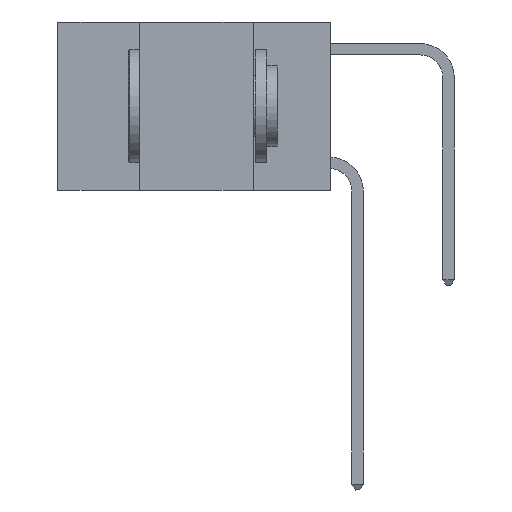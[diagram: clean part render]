
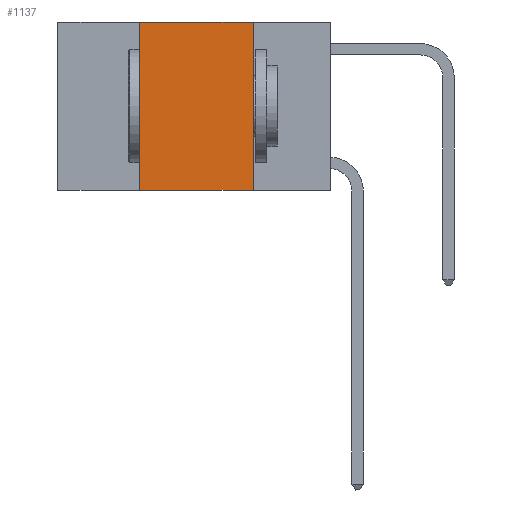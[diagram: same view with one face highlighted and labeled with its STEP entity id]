
A CAD part, left-side view. The second image highlights one B-rep face of the part: STEP entity #1137.
In plain terms, the highlighted planar face has unit normal (-1, 0, 0).
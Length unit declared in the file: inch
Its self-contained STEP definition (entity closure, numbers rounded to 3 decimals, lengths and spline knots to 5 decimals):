
#59 = CARTESIAN_POINT ( 'NONE',  ( 0., 0.6, 0. ) ) ;
#344 = EDGE_CURVE ( 'NONE', #16320, #4550, #15914, .T. ) ;
#356 = DIRECTION ( 'NONE',  ( 0., 0., -1. ) ) ;
#380 = AXIS2_PLACEMENT_3D ( 'NONE', #59, #14917, #2829 ) ;
#899 = DIRECTION ( 'NONE',  ( 0., -1., 0. ) ) ;
#1083 = DIRECTION ( 'NONE',  ( 0., -1., 0. ) ) ;
#1137 = ADVANCED_FACE ( 'NONE', ( #6814 ), #12199, .F. ) ;
#1239 = LINE ( 'NONE', #5515, #8255 ) ;
#1845 = VECTOR ( 'NONE', #899, 39.37008 ) ;
#2383 = VECTOR ( 'NONE', #1083, 39.37008 ) ;
#2829 = DIRECTION ( 'NONE',  ( 0., 0., -1. ) ) ;
#4241 = CARTESIAN_POINT ( 'NONE',  ( 0., 0.17, -0.37 ) ) ;
#4550 = VERTEX_POINT ( 'NONE', #16381 ) ;
#4765 = EDGE_CURVE ( 'NONE', #15546, #16320, #1239, .T. ) ;
#5515 = CARTESIAN_POINT ( 'NONE',  ( 0., 0.42, 0. ) ) ;
#6168 = EDGE_CURVE ( 'NONE', #4550, #12064, #15288, .T. ) ;
#6814 = FACE_OUTER_BOUND ( 'NONE', #14853, .T. ) ;
#7022 = ORIENTED_EDGE ( 'NONE', *, *, #344, .F. ) ;
#7091 = ORIENTED_EDGE ( 'NONE', *, *, #7276, .T. ) ;
#7276 = EDGE_CURVE ( 'NONE', #15546, #12064, #17185, .T. ) ;
#8255 = VECTOR ( 'NONE', #13454, 39.37008 ) ;
#9529 = CARTESIAN_POINT ( 'NONE',  ( 0., 0.42, -0.37 ) ) ;
#9948 = CARTESIAN_POINT ( 'NONE',  ( 0., 0.17, 0. ) ) ;
#10266 = ORIENTED_EDGE ( 'NONE', *, *, #6168, .F. ) ;
#12064 = VERTEX_POINT ( 'NONE', #4241 ) ;
#12199 = PLANE ( 'NONE',  #380 ) ;
#13007 = CARTESIAN_POINT ( 'NONE',  ( 0., 0.42, 0. ) ) ;
#13454 = DIRECTION ( 'NONE',  ( 0., 0., 1. ) ) ;
#13867 = ORIENTED_EDGE ( 'NONE', *, *, #4765, .F. ) ;
#14472 = VECTOR ( 'NONE', #356, 39.37008 ) ;
#14709 = CARTESIAN_POINT ( 'NONE',  ( 0., 0.6, -0.37 ) ) ;
#14853 = EDGE_LOOP ( 'NONE', ( #10266, #7022, #13867, #7091 ) ) ;
#14917 = DIRECTION ( 'NONE',  ( 1., 0., 0. ) ) ;
#15288 = LINE ( 'NONE', #9948, #14472 ) ;
#15546 = VERTEX_POINT ( 'NONE', #9529 ) ;
#15914 = LINE ( 'NONE', #16011, #1845 ) ;
#16011 = CARTESIAN_POINT ( 'NONE',  ( 0., 0.6, 0. ) ) ;
#16320 = VERTEX_POINT ( 'NONE', #13007 ) ;
#16381 = CARTESIAN_POINT ( 'NONE',  ( 0., 0.17, 0. ) ) ;
#17185 = LINE ( 'NONE', #14709, #2383 ) ;
